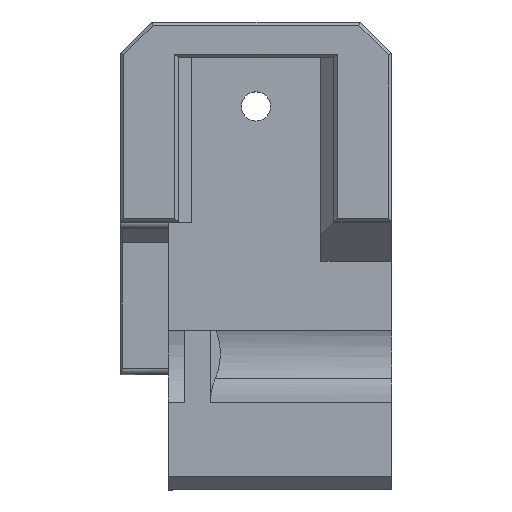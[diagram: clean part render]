
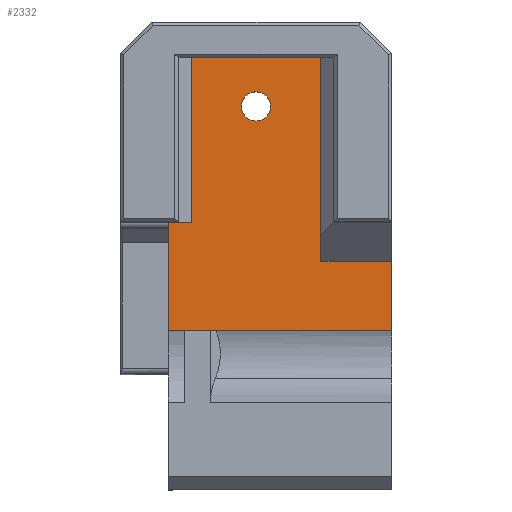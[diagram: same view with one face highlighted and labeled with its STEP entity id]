
A CAD part, top view. The second image highlights one B-rep face of the part: STEP entity #2332.
In plain terms, the highlighted planar face has unit normal (0, 0, 1).
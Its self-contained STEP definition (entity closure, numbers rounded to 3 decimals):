
#26=FACE_BOUND('',#302,.T.);
#54=CIRCLE('',#2502,2.25);
#164=FACE_OUTER_BOUND('',#301,.T.);
#301=EDGE_LOOP('',(#1774,#1775,#1776,#1777,#1778,#1779,#1780,#1781));
#302=EDGE_LOOP('',(#1782));
#420=LINE('',#3371,#696);
#430=LINE('',#3392,#706);
#476=LINE('',#3485,#752);
#492=LINE('',#3524,#768);
#532=LINE('',#3773,#808);
#533=LINE('',#3775,#809);
#534=LINE('',#3777,#810);
#535=LINE('',#3778,#811);
#696=VECTOR('',#2708,10.);
#706=VECTOR('',#2722,10.);
#752=VECTOR('',#2794,10.);
#768=VECTOR('',#2826,10.);
#808=VECTOR('',#2914,10.);
#809=VECTOR('',#2917,10.);
#810=VECTOR('',#2918,10.);
#811=VECTOR('',#2919,10.);
#965=VERTEX_POINT('',#3368);
#966=VERTEX_POINT('',#3370);
#974=VERTEX_POINT('',#3389);
#975=VERTEX_POINT('',#3391);
#1008=VERTEX_POINT('',#3482);
#1009=VERTEX_POINT('',#3484);
#1024=VERTEX_POINT('',#3522);
#1060=VERTEX_POINT('',#3776);
#1061=VERTEX_POINT('',#3779);
#1193=EDGE_CURVE('',#966,#965,#420,.T.);
#1203=EDGE_CURVE('',#975,#974,#430,.T.);
#1250=EDGE_CURVE('',#1008,#1009,#476,.T.);
#1271=EDGE_CURVE('',#965,#1024,#492,.T.);
#1321=EDGE_CURVE('',#966,#1008,#532,.T.);
#1322=EDGE_CURVE('',#1024,#975,#533,.T.);
#1323=EDGE_CURVE('',#1060,#974,#534,.T.);
#1324=EDGE_CURVE('',#1060,#1009,#535,.T.);
#1325=EDGE_CURVE('',#1061,#1061,#54,.T.);
#1774=ORIENTED_EDGE('',*,*,#1321,.F.);
#1775=ORIENTED_EDGE('',*,*,#1193,.T.);
#1776=ORIENTED_EDGE('',*,*,#1271,.T.);
#1777=ORIENTED_EDGE('',*,*,#1322,.T.);
#1778=ORIENTED_EDGE('',*,*,#1203,.T.);
#1779=ORIENTED_EDGE('',*,*,#1323,.F.);
#1780=ORIENTED_EDGE('',*,*,#1324,.T.);
#1781=ORIENTED_EDGE('',*,*,#1250,.F.);
#1782=ORIENTED_EDGE('',*,*,#1325,.T.);
#2213=PLANE('',#2501);
#2332=ADVANCED_FACE('',(#164,#26),#2213,.T.);
#2501=AXIS2_PLACEMENT_3D('',#3774,#2915,#2916);
#2502=AXIS2_PLACEMENT_3D('',#3780,#2920,#2921);
#2708=DIRECTION('',(0.,1.,0.));
#2722=DIRECTION('',(-1.,0.,0.));
#2794=DIRECTION('',(0.,-1.,0.));
#2826=DIRECTION('',(-1.,0.,0.));
#2914=DIRECTION('',(1.,0.,0.));
#2915=DIRECTION('center_axis',(0.,0.,
1.));
#2916=DIRECTION('ref_axis',(0.,1.,0.));
#2917=DIRECTION('',(0.,-1.,0.));
#2918=DIRECTION('',(0.,1.,0.));
#2919=DIRECTION('',(1.,0.,0.));
#2920=DIRECTION('center_axis',(0.,0.,
-1.));
#2921=DIRECTION('ref_axis',(-1.,0.,0.));
#3368=CARTESIAN_POINT('',(10.,27.51,45.124));
#3370=CARTESIAN_POINT('',(10.,-3.807,45.124));
#3371=CARTESIAN_POINT('',(10.,6.505,45.124));
#3389=CARTESIAN_POINT('',(-13.5,2.193,45.124));
#3391=CARTESIAN_POINT('',(-10.,2.193,45.124));
#3392=CARTESIAN_POINT('',(-8.7,2.193,45.124));
#3482=CARTESIAN_POINT('',(20.9,-3.807,45.124));
#3484=CARTESIAN_POINT('',(20.9,-14.5,45.124));
#3485=CARTESIAN_POINT('',(20.9,-10.75,45.124));
#3522=CARTESIAN_POINT('',(-10.,27.51,45.124));
#3524=CARTESIAN_POINT('',(-3.25,27.51,45.124));
#3773=CARTESIAN_POINT('',(12.2,-3.807,45.124));
#3774=CARTESIAN_POINT('Origin',(3.5,-14.5,45.124));
#3775=CARTESIAN_POINT('',(-10.,-6.153,45.124));
#3776=CARTESIAN_POINT('',(-13.5,-14.5,45.124));
#3777=CARTESIAN_POINT('',(-13.5,25.,45.124));
#3778=CARTESIAN_POINT('',(3.5,-14.5,45.124));
#3779=CARTESIAN_POINT('',(2.25,20.01,45.124));
#3780=CARTESIAN_POINT('Origin',(0.,20.01,45.124));
